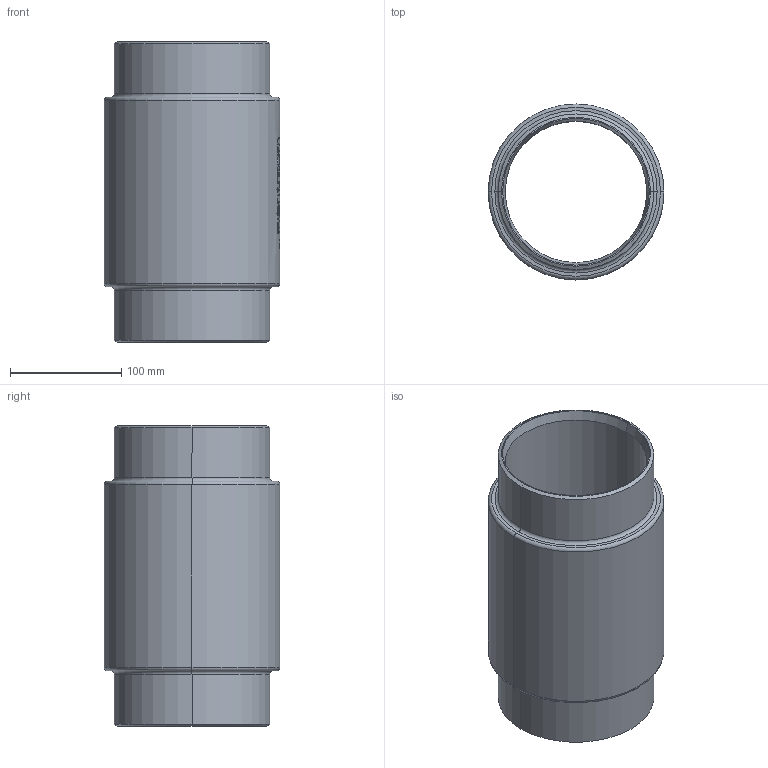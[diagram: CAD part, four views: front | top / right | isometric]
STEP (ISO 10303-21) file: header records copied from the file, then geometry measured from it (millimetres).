
FILE_DESCRIPTION (( 'STEP AP214' ), '1' );
FILE_NAME ('7110000_DN125_ PN16 51420133.STEP', '2022-03-17T10:50:58', ( 'axxx' ), ( 'Hewlett-Packard Company' ), 'SwSTEP 2.0', 'SolidWorks 2019', '' );
FILE_SCHEMA (( 'AUTOMOTIVE_DESIGN' ));
Length unit declared in the file: millimetre
Products named in the file (1): 7110000_DN125_ PN16 51420133
Bounding box: 157.7 x 157.7 x 270 mm (x, y, z)
Volume: 1415236.3 mm3; surface area: 249796.1 mm2
Topology: 1 solids, 1 shells, 506 faces, 1313 edges, 870 vertices
Faces by surface type: plane 253, bspline 212, cylinder 25, torus 8, cone 8
Entity records: 27851 total; most frequent: CARTESIAN_POINT 16907, ORIENTED_EDGE 2626, DIRECTION 1540, EDGE_CURVE 1313, VERTEX_POINT 870, LINE 738, VECTOR 738, EDGE_LOOP 569
